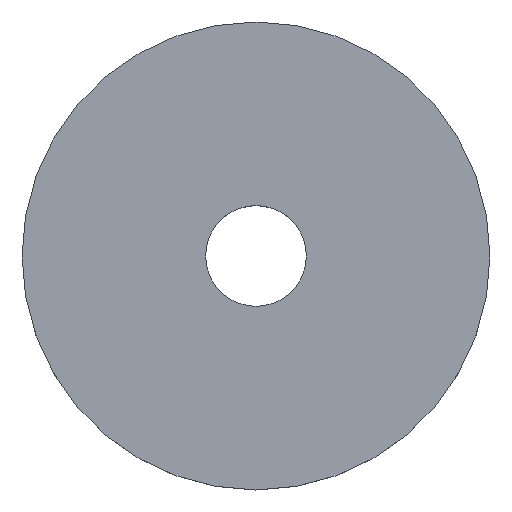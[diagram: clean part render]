
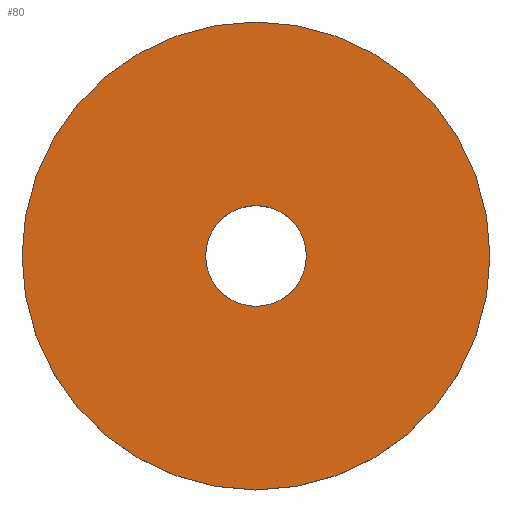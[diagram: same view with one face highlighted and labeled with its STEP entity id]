
A CAD part, top view. The second image highlights one B-rep face of the part: STEP entity #80.
In plain terms, the highlighted planar face has unit normal (0, 0, 1).
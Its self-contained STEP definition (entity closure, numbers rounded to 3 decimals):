
#56=EDGE_CURVE('',#78,#86,#127,.T.);
#58=VERTEX_POINT('',#129);
#64=EDGE_CURVE('',#58,#76,#136,.T.);
#68=EDGE_CURVE('',#86,#78,#141,.T.);
#76=VERTEX_POINT('',#149);
#78=VERTEX_POINT('',#151);
#80=ADVANCED_FACE('',(#153,#154),#155,.T.);
#86=VERTEX_POINT('',#162);
#90=EDGE_CURVE('',#76,#58,#166,.T.);
#127=CIRCLE('',#199,4.25);
#129=CARTESIAN_POINT('',(19.75,0.0,4.0));
#136=CIRCLE('',#209,19.75);
#141=CIRCLE('',#215,4.25);
#149=CARTESIAN_POINT('',(-19.75,0.,4.0));
#151=CARTESIAN_POINT('',(-4.25,0.,4.0));
#153=FACE_OUTER_BOUND('',#230,.T.);
#154=FACE_BOUND('',#231,.T.);
#155=PLANE('',#232);
#162=CARTESIAN_POINT('',(4.25,0.0,4.0));
#166=CIRCLE('',#245,19.75);
#199=AXIS2_PLACEMENT_3D('',#272,#273,#274);
#209=AXIS2_PLACEMENT_3D('',#283,#284,#285);
#215=AXIS2_PLACEMENT_3D('',#294,#295,#296);
#230=EDGE_LOOP('',(#302,#303));
#231=EDGE_LOOP('',(#304,#305));
#232=AXIS2_PLACEMENT_3D('',#306,#307,#308);
#245=AXIS2_PLACEMENT_3D('',#320,#321,#322);
#272=CARTESIAN_POINT('',(0.0,0.0,4.0));
#273=DIRECTION('',(0.0,0.0,-1.0));
#274=DIRECTION('',(1.0,0.0,0.0));
#283=CARTESIAN_POINT('',(0.0,0.0,4.0));
#284=DIRECTION('',(0.0,0.0,-1.0));
#285=DIRECTION('',(1.0,0.0,0.0));
#294=CARTESIAN_POINT('',(0.0,0.0,4.0));
#295=DIRECTION('',(0.0,0.0,-1.0));
#296=DIRECTION('',(1.0,0.0,0.0));
#302=ORIENTED_EDGE('',*,*,#64,.F.);
#303=ORIENTED_EDGE('',*,*,#90,.F.);
#304=ORIENTED_EDGE('',*,*,#68,.T.);
#305=ORIENTED_EDGE('',*,*,#56,.T.);
#306=CARTESIAN_POINT('',(0.0,0.0,4.0));
#307=DIRECTION('',(0.0,0.0,1.0));
#308=DIRECTION('',(1.0,0.0,0.0));
#320=CARTESIAN_POINT('',(0.0,0.0,4.0));
#321=DIRECTION('',(0.0,0.0,-1.0));
#322=DIRECTION('',(1.0,0.0,0.0));
